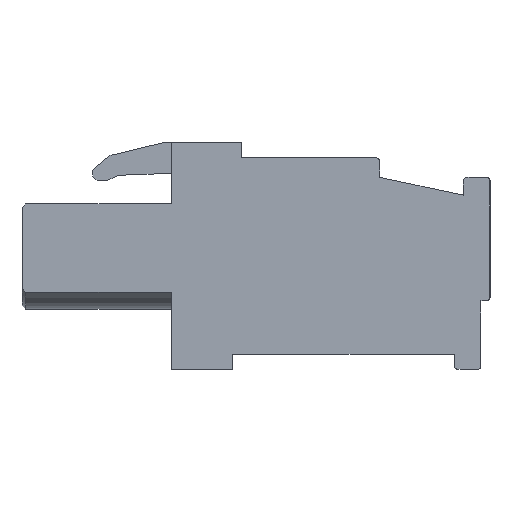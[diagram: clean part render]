
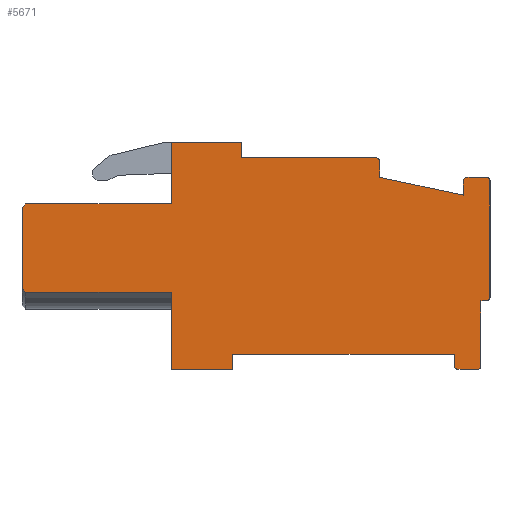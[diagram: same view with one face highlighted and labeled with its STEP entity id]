
A CAD part, left-side view. The second image highlights one B-rep face of the part: STEP entity #5671.
In plain terms, the highlighted planar face has unit normal (-1, 0, 0).
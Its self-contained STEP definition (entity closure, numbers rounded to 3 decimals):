
#16=DIRECTION('',(0.,1.,0.));
#17=VECTOR('',#16,1.08);
#18=CARTESIAN_POINT('',(0.,0.7,-6.3));
#19=LINE('',#18,#17);
#20=CARTESIAN_POINT('',(0.,1.78,-6.1));
#21=DIRECTION('',(1.,0.,0.));
#22=DIRECTION('',(0.,0.,-1.));
#23=AXIS2_PLACEMENT_3D('',#20,#21,#22);
#25=DIRECTION('',(0.,0.,-1.));
#26=VECTOR('',#25,0.65);
#27=CARTESIAN_POINT('',(0.,1.98,-5.45));
#28=LINE('',#27,#26);
#29=DIRECTION('',(0.,-1.,0.));
#30=VECTOR('',#29,12.32);
#31=CARTESIAN_POINT('',(0.,14.3,-5.45));
#32=LINE('',#31,#30);
#33=DIRECTION('',(0.,0.,1.));
#34=VECTOR('',#33,0.85);
#35=CARTESIAN_POINT('',(0.,14.3,-6.3));
#36=LINE('',#35,#34);
#37=DIRECTION('',(0.,1.,0.));
#38=VECTOR('',#37,3.4);
#39=CARTESIAN_POINT('',(0.,14.3,-6.3));
#40=LINE('',#39,#38);
#41=DIRECTION('',(0.,0.,1.));
#42=VECTOR('',#41,4.278);
#43=CARTESIAN_POINT('',(0.,17.7,-6.3));
#44=LINE('',#43,#42);
#45=DIRECTION('',(0.,1.,0.));
#46=VECTOR('',#45,8.1);
#47=CARTESIAN_POINT('',(0.,17.7,-2.022));
#48=LINE('',#47,#46);
#49=DIRECTION('',(0.,-0.707,-0.707));
#50=VECTOR('',#49,0.283);
#51=CARTESIAN_POINT('',(0.,26.,-1.822));
#52=LINE('',#51,#50);
#53=DIRECTION('',(0.,0.,1.));
#54=VECTOR('',#53,4.52);
#55=CARTESIAN_POINT('',(0.,26.,-1.822));
#56=LINE('',#55,#54);
#57=DIRECTION('',(0.,-0.707,0.707));
#58=VECTOR('',#57,0.283);
#59=CARTESIAN_POINT('',(0.,26.,2.698));
#60=LINE('',#59,#58);
#61=DIRECTION('',(0.,1.,0.));
#62=VECTOR('',#61,8.1);
#63=CARTESIAN_POINT('',(0.,17.7,2.898));
#64=LINE('',#63,#62);
#65=DIRECTION('',(0.,0.,1.));
#66=VECTOR('',#65,3.402);
#67=CARTESIAN_POINT('',(0.,17.7,2.898));
#68=LINE('',#67,#66);
#69=DIRECTION('',(0.,-1.,0.));
#70=VECTOR('',#69,3.9);
#71=CARTESIAN_POINT('',(0.,17.7,6.3));
#72=LINE('',#71,#70);
#73=DIRECTION('',(0.,0.,1.));
#74=VECTOR('',#73,0.85);
#75=CARTESIAN_POINT('',(0.,13.8,5.45));
#76=LINE('',#75,#74);
#77=DIRECTION('',(0.,1.,0.));
#78=VECTOR('',#77,7.47);
#79=CARTESIAN_POINT('',(0.,6.33,5.45));
#80=LINE('',#79,#78);
#81=CARTESIAN_POINT('',(0.,6.33,5.25));
#82=DIRECTION('',(1.,0.,0.));
#83=DIRECTION('',(0.,0.,1.));
#84=AXIS2_PLACEMENT_3D('',#81,#82,#83);
#86=DIRECTION('',(0.,0.,1.));
#87=VECTOR('',#86,0.88);
#88=CARTESIAN_POINT('',(0.,6.13,4.37));
#89=LINE('',#88,#87);
#90=DIRECTION('',(0.,0.978,0.208));
#91=VECTOR('',#90,4.754);
#92=CARTESIAN_POINT('',(0.,1.48,3.38));
#93=LINE('',#92,#91);
#94=DIRECTION('',(0.,0.,-1.));
#95=VECTOR('',#94,0.79);
#96=CARTESIAN_POINT('',(0.,1.48,4.17));
#97=LINE('',#96,#95);
#98=CARTESIAN_POINT('',(0.,1.28,4.17));
#99=DIRECTION('',(1.,0.,0.));
#100=DIRECTION('',(0.,1.,0.));
#101=AXIS2_PLACEMENT_3D('',#98,#99,#100);
#103=DIRECTION('',(0.,1.,0.));
#104=VECTOR('',#103,1.08);
#105=CARTESIAN_POINT('',(0.,0.2,4.37));
#106=LINE('',#105,#104);
#107=CARTESIAN_POINT('',(0.,0.2,4.17));
#108=DIRECTION('',(-1.,0.,0.));
#109=DIRECTION('',(0.,-1.,0.));
#110=AXIS2_PLACEMENT_3D('',#107,#108,#109);
#112=DIRECTION('',(0.,0.,-1.));
#113=VECTOR('',#112,6.46);
#114=CARTESIAN_POINT('',(0.,0.,4.17));
#115=LINE('',#114,#113);
#116=CARTESIAN_POINT('',(0.,0.2,-2.29));
#117=DIRECTION('',(1.,0.,0.));
#118=DIRECTION('',(0.,-1.,0.));
#119=AXIS2_PLACEMENT_3D('',#116,#117,#118);
#121=DIRECTION('',(0.,-1.,0.));
#122=VECTOR('',#121,0.3);
#123=CARTESIAN_POINT('',(0.,0.5,-2.49));
#124=LINE('',#123,#122);
#125=DIRECTION('',(0.,0.,1.));
#126=VECTOR('',#125,3.61);
#127=CARTESIAN_POINT('',(0.,0.5,-6.1));
#128=LINE('',#127,#126);
#129=CARTESIAN_POINT('',(0.,0.7,-6.1));
#130=DIRECTION('',(-1.,0.,0.));
#131=DIRECTION('',(0.,0.,-1.));
#132=AXIS2_PLACEMENT_3D('',#129,#130,#131);
#4694=CARTESIAN_POINT('',(0.,0.7,-6.3));
#4695=CARTESIAN_POINT('',(0.,1.78,-6.3));
#4696=VERTEX_POINT('',#4694);
#4697=VERTEX_POINT('',#4695);
#4698=CARTESIAN_POINT('',(0.,14.3,-6.3));
#4699=CARTESIAN_POINT('',(0.,17.7,-6.3));
#4700=VERTEX_POINT('',#4698);
#4701=VERTEX_POINT('',#4699);
#4702=CARTESIAN_POINT('',(0.,17.7,-2.022));
#4703=VERTEX_POINT('',#4702);
#4704=CARTESIAN_POINT('',(0.,17.7,2.898));
#4705=CARTESIAN_POINT('',(0.,17.7,6.3));
#4706=VERTEX_POINT('',#4704);
#4707=VERTEX_POINT('',#4705);
#4708=CARTESIAN_POINT('',(0.,13.8,6.3));
#4709=VERTEX_POINT('',#4708);
#4710=CARTESIAN_POINT('',(0.,0.,4.17));
#4711=CARTESIAN_POINT('',(0.,0.,-2.29));
#4712=VERTEX_POINT('',#4710);
#4713=VERTEX_POINT('',#4711);
#4714=CARTESIAN_POINT('',(0.,26.,-1.822));
#4715=CARTESIAN_POINT('',(0.,26.,2.698));
#4716=VERTEX_POINT('',#4714);
#4717=VERTEX_POINT('',#4715);
#4718=CARTESIAN_POINT('',(0.,25.8,-2.022));
#4719=VERTEX_POINT('',#4718);
#4720=CARTESIAN_POINT('',(0.,0.2,4.37));
#4721=CARTESIAN_POINT('',(0.,1.28,4.37));
#4722=VERTEX_POINT('',#4720);
#4723=VERTEX_POINT('',#4721);
#4724=CARTESIAN_POINT('',(0.,1.48,4.17));
#4725=CARTESIAN_POINT('',(0.,1.48,3.38));
#4726=VERTEX_POINT('',#4724);
#4727=VERTEX_POINT('',#4725);
#4728=CARTESIAN_POINT('',(0.,6.13,4.37));
#4729=VERTEX_POINT('',#4728);
#4730=CARTESIAN_POINT('',(0.,6.13,5.25));
#4731=VERTEX_POINT('',#4730);
#4732=CARTESIAN_POINT('',(0.,6.33,5.45));
#4733=CARTESIAN_POINT('',(0.,13.8,5.45));
#4734=VERTEX_POINT('',#4732);
#4735=VERTEX_POINT('',#4733);
#4736=CARTESIAN_POINT('',(0.,0.5,-6.1));
#4737=CARTESIAN_POINT('',(0.,0.5,-2.49));
#4738=VERTEX_POINT('',#4736);
#4739=VERTEX_POINT('',#4737);
#4740=CARTESIAN_POINT('',(0.,0.2,-2.49));
#4741=VERTEX_POINT('',#4740);
#4742=CARTESIAN_POINT('',(0.,1.98,-5.45));
#4743=CARTESIAN_POINT('',(0.,1.98,-6.1));
#4744=VERTEX_POINT('',#4742);
#4745=VERTEX_POINT('',#4743);
#4746=CARTESIAN_POINT('',(0.,14.3,-5.45));
#4747=VERTEX_POINT('',#4746);
#4748=CARTESIAN_POINT('',(0.,25.8,2.898));
#4749=VERTEX_POINT('',#4748);
#5608=CARTESIAN_POINT('',(0.,27.525,-19.3));
#5609=DIRECTION('',(-1.,0.,0.));
#5610=DIRECTION('',(0.,-1.,0.));
#5611=AXIS2_PLACEMENT_3D('',#5608,#5609,#5610);
#5612=PLANE('',#5611);
#5614=ORIENTED_EDGE('',*,*,#5613,.T.);
#5616=ORIENTED_EDGE('',*,*,#5615,.T.);
#5618=ORIENTED_EDGE('',*,*,#5617,.F.);
#5620=ORIENTED_EDGE('',*,*,#5619,.F.);
#5622=ORIENTED_EDGE('',*,*,#5621,.F.);
#5624=ORIENTED_EDGE('',*,*,#5623,.T.);
#5626=ORIENTED_EDGE('',*,*,#5625,.T.);
#5628=ORIENTED_EDGE('',*,*,#5627,.T.);
#5630=ORIENTED_EDGE('',*,*,#5629,.F.);
#5632=ORIENTED_EDGE('',*,*,#5631,.T.);
#5634=ORIENTED_EDGE('',*,*,#5633,.T.);
#5636=ORIENTED_EDGE('',*,*,#5635,.F.);
#5638=ORIENTED_EDGE('',*,*,#5637,.T.);
#5640=ORIENTED_EDGE('',*,*,#5639,.T.);
#5642=ORIENTED_EDGE('',*,*,#5641,.F.);
#5644=ORIENTED_EDGE('',*,*,#5643,.F.);
#5646=ORIENTED_EDGE('',*,*,#5645,.T.);
#5648=ORIENTED_EDGE('',*,*,#5647,.F.);
#5650=ORIENTED_EDGE('',*,*,#5649,.F.);
#5652=ORIENTED_EDGE('',*,*,#5651,.F.);
#5654=ORIENTED_EDGE('',*,*,#5653,.T.);
#5656=ORIENTED_EDGE('',*,*,#5655,.F.);
#5658=ORIENTED_EDGE('',*,*,#5657,.F.);
#5660=ORIENTED_EDGE('',*,*,#5659,.T.);
#5662=ORIENTED_EDGE('',*,*,#5661,.T.);
#5664=ORIENTED_EDGE('',*,*,#5663,.F.);
#5666=ORIENTED_EDGE('',*,*,#5665,.F.);
#5668=ORIENTED_EDGE('',*,*,#5667,.F.);
#5669=EDGE_LOOP('',(#5614,#5616,#5618,#5620,#5622,#5624,#5626,#5628,#5630,#5632,
#5634,#5636,#5638,#5640,#5642,#5644,#5646,#5648,#5650,#5652,#5654,#5656,#5658,
#5660,#5662,#5664,#5666,#5668));
#5670=FACE_OUTER_BOUND('',#5669,.F.);
#5671=ADVANCED_FACE('',(#5670),#5612,.T.);
#24=CIRCLE('',#23,0.2);
#85=CIRCLE('',#84,0.2);
#102=CIRCLE('',#101,0.2);
#111=CIRCLE('',#110,0.2);
#120=CIRCLE('',#119,0.2);
#133=CIRCLE('',#132,0.2);
#5613=EDGE_CURVE('',#4696,#4697,#19,.T.);
#5615=EDGE_CURVE('',#4697,#4745,#24,.T.);
#5617=EDGE_CURVE('',#4744,#4745,#28,.T.);
#5619=EDGE_CURVE('',#4747,#4744,#32,.T.);
#5621=EDGE_CURVE('',#4700,#4747,#36,.T.);
#5623=EDGE_CURVE('',#4700,#4701,#40,.T.);
#5625=EDGE_CURVE('',#4701,#4703,#44,.T.);
#5627=EDGE_CURVE('',#4703,#4719,#48,.T.);
#5629=EDGE_CURVE('',#4716,#4719,#52,.T.);
#5631=EDGE_CURVE('',#4716,#4717,#56,.T.);
#5633=EDGE_CURVE('',#4717,#4749,#60,.T.);
#5635=EDGE_CURVE('',#4706,#4749,#64,.T.);
#5637=EDGE_CURVE('',#4706,#4707,#68,.T.);
#5639=EDGE_CURVE('',#4707,#4709,#72,.T.);
#5641=EDGE_CURVE('',#4735,#4709,#76,.T.);
#5643=EDGE_CURVE('',#4734,#4735,#80,.T.);
#5645=EDGE_CURVE('',#4734,#4731,#85,.T.);
#5647=EDGE_CURVE('',#4729,#4731,#89,.T.);
#5649=EDGE_CURVE('',#4727,#4729,#93,.T.);
#5651=EDGE_CURVE('',#4726,#4727,#97,.T.);
#5653=EDGE_CURVE('',#4726,#4723,#102,.T.);
#5655=EDGE_CURVE('',#4722,#4723,#106,.T.);
#5657=EDGE_CURVE('',#4712,#4722,#111,.T.);
#5659=EDGE_CURVE('',#4712,#4713,#115,.T.);
#5661=EDGE_CURVE('',#4713,#4741,#120,.T.);
#5663=EDGE_CURVE('',#4739,#4741,#124,.T.);
#5665=EDGE_CURVE('',#4738,#4739,#128,.T.);
#5667=EDGE_CURVE('',#4696,#4738,#133,.T.);
